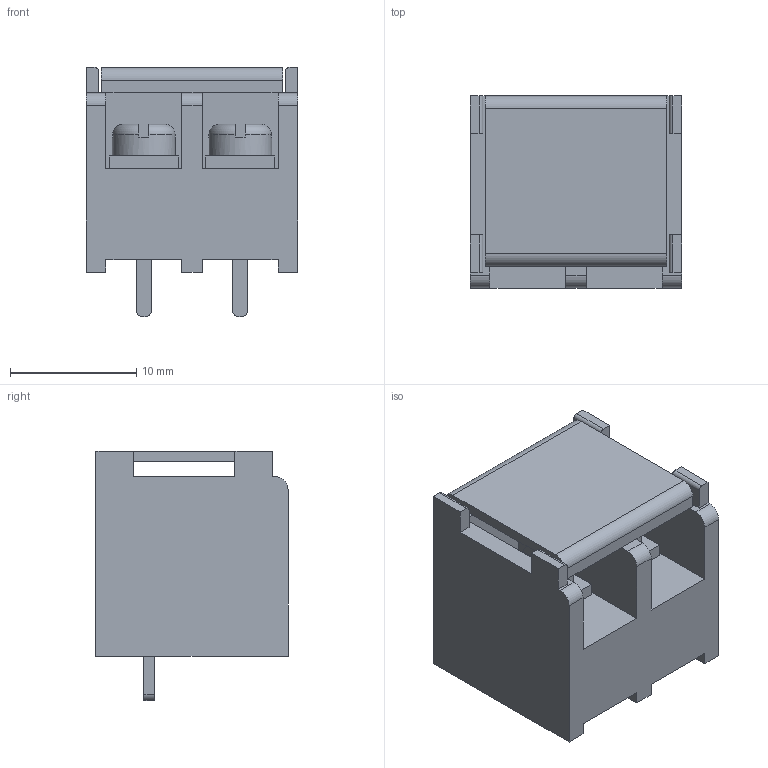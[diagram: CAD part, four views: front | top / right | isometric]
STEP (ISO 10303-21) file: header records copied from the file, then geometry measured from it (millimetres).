
FILE_DESCRIPTION(/* description */ (''),/* implementation_level */ '2;1');
FILE_NAME(/* name */ 'DBT50G-7.62-2P-BK-P.step',/* time_stamp */ '2024-03-22T16:36:25+08:00',/* author */ (''),/* organization */ (''),/* preprocessor_version */ 'ST-DEVELOPER v20',/* originating_system */ 'Autodesk Translation Framework v12.14.0.127',/* authorisation */ '');
FILE_SCHEMA (('AUTOMOTIVE_DESIGN { 1 0 10303 214 3 1 1 }'));
Length unit declared in the file: millimetre
Products named in the file (1): (Unsaved)
Bounding box: 16.74 x 15.2 x 19.7 mm (x, y, z)
Volume: 2648.1 mm3; surface area: 2705.1 mm2
Topology: 14 solids, 14 shells, 377 faces, 1058 edges, 720 vertices
Faces by surface type: plane 256, bspline 98, cylinder 15, torus 8
Full cylindrical faces by diameter (mm): 5 x2
Entity records: 13272 total; most frequent: CARTESIAN_POINT 3544, ORIENTED_EDGE 2116, DIRECTION 1610, EDGE_CURVE 1058, LINE 778, VECTOR 778, VERTEX_POINT 720, AXIS2_PLACEMENT_3D 416
